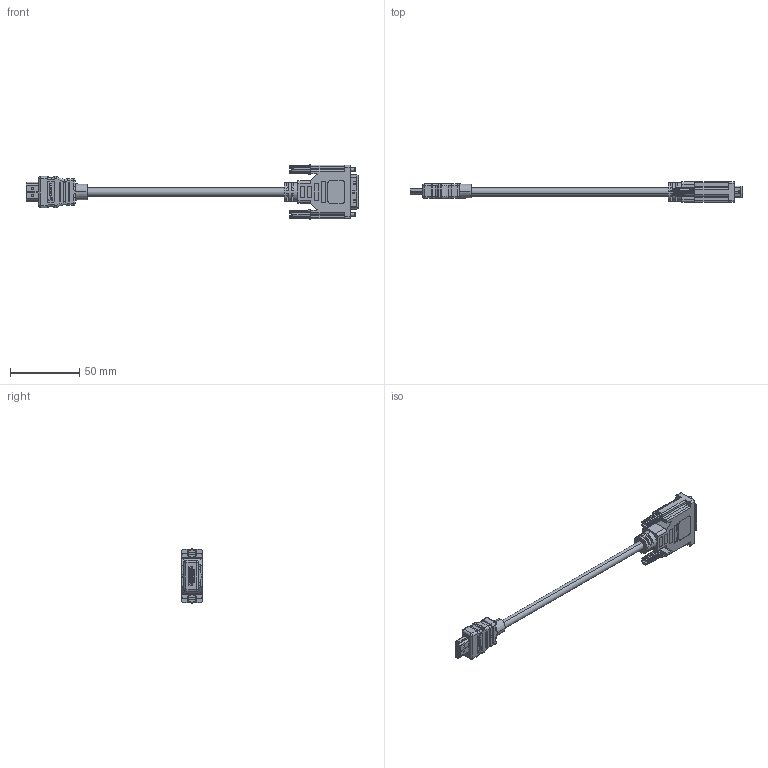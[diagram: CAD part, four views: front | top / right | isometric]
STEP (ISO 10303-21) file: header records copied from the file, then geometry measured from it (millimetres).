
FILE_DESCRIPTION (( 'STEP AP203' ), '1' );
FILE_NAME ('HD-DVI-MM.STEP', '2013-02-14T15:52:15', ( 'x' ), ( '' ), 'SwSTEP 2.0', 'SolidWorks 2012', '' );
FILE_SCHEMA (( 'CONFIG_CONTROL_DESIGN' ));
Length unit declared in the file: inch
Products named in the file (10): HD-DVI-MM; 3AB14-023; 1AH05-002; MTN-279_with logo; 3AB14-020___; 1AH01-003___; 1AJ06-031___; 1AM07-031___; 1AJ01-018___; 1AL08-145
Assembly tree (10 placements, depth 3):
  HD-DVI-MM
    1AL08-145
    3AB14-020___
      1AJ01-018___
      1AM07-031___
      1AJ06-031___  x2
      1AH01-003___
    3AB14-023
      MTN-279_with logo
      1AH05-002
Bounding box: 240 x 15 x 39.09 mm (x, y, z)
Volume: 24083.7 mm3; surface area: 25938.3 mm2
Topology: 8 solids, 8 shells, 2097 faces, 5482 edges, 3501 vertices
Faces by surface type: plane 1322, cylinder 431, bspline 237, torus 76, cone 23, sphere 8
Entity records: 65697 total; most frequent: CARTESIAN_POINT 16474, ORIENTED_EDGE 10340, DIRECTION 9349, EDGE_CURVE 5170, VECTOR 3893, LINE 3893, VERTEX_POINT 3331, AXIS2_PLACEMENT_3D 2728
